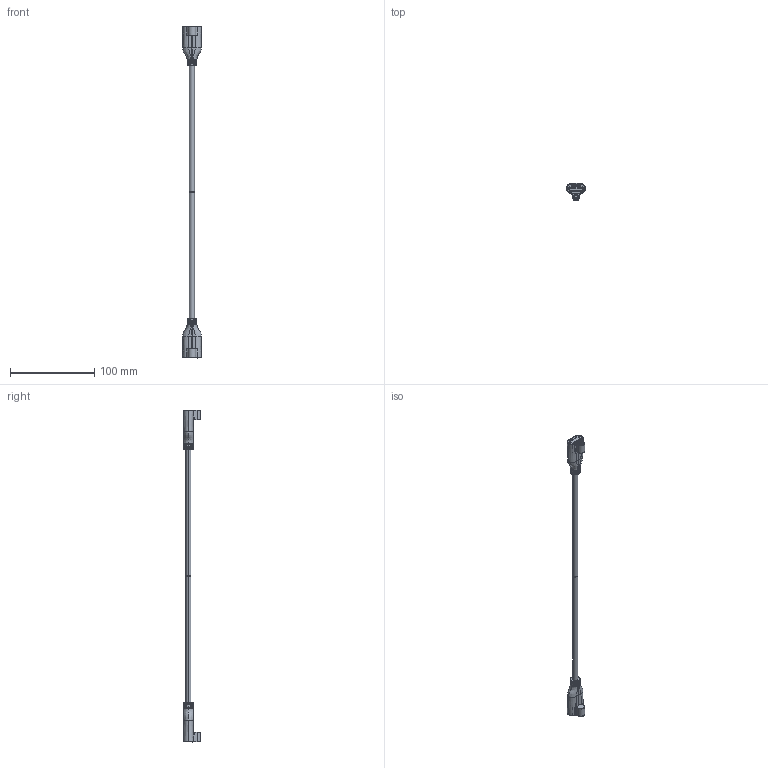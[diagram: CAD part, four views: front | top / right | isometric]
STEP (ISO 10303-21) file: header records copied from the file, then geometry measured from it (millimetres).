
FILE_DESCRIPTION (( 'STEP AP214' ), '1' );
FILE_NAME ('HDMI-FF-L_3D.STEP', '2022-08-24T21:07:38', ( '' ), ( '' ), 'SwSTEP 2.0', 'SolidWorks 2021', '' );
FILE_SCHEMA (( 'AUTOMOTIVE_DESIGN' ));
Length unit declared in the file: inch
Products named in the file (8): 5001-4DA-001-AF_2; LHD20-MF-01_SKEL; HDMIAF-01_ASM; HDMI-FF-L_3D; LHD20-MF-01_ASM; LHD20-MF-01B; LHD20-MF-01A; 5001-4DA-002-AF_2
Assembly tree (8 placements, depth 4):
  HDMI-FF-L_3D
    LHD20-MF-01_ASM  x2
      LHD20-MF-01_SKEL
      LHD20-MF-01A
      LHD20-MF-01B
      HDMIAF-01_ASM
        5001-4DA-001-AF_2
        5001-4DA-002-AF_2
Bounding box: 21.9 x 19.99 x 393 mm (x, y, z)
Volume: 81721.3 mm3; surface area: 41940.7 mm2
Topology: 24 solids, 24 shells, 1676 faces, 4240 edges, 2626 vertices
Faces by surface type: cylinder 562, plane 560, bspline 478, torus 64, cone 12
Entity records: 52517 total; most frequent: CARTESIAN_POINT 28815, ORIENTED_EDGE 4240, DIRECTION 2824, EDGE_CURVE 2120, VERTEX_POINT 1313, AXIS2_PLACEMENT_3D 964, VECTOR 896, LINE 896
